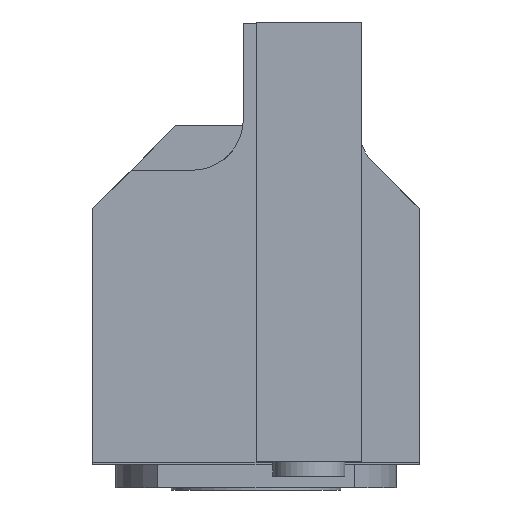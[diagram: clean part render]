
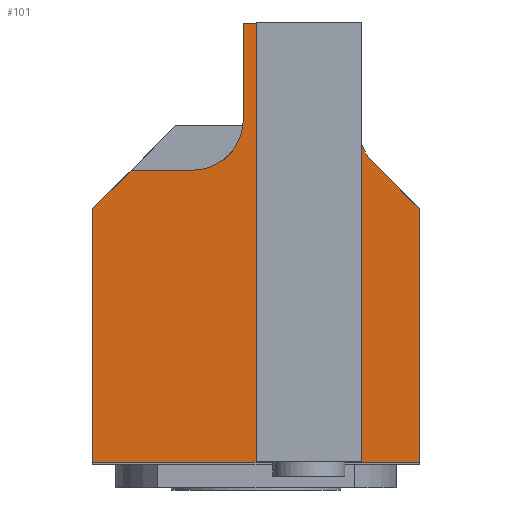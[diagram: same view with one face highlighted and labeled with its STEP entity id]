
A CAD part, left-side view. The second image highlights one B-rep face of the part: STEP entity #101.
In plain terms, the highlighted planar face has unit normal (-1, 0, 0).
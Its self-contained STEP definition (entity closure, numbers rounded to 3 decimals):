
#62=FACE_OUTER_BOUND('',#223,.T.);
#101=ADVANCED_FACE('',(#62),#144,.F.);
#144=PLANE('',#874);
#163=CIRCLE('',#859,12.);
#166=CIRCLE('',#866,10.);
#223=EDGE_LOOP('',(#357,#358,#359,#360,#361,#362,#363,#364,#365,#366,#367,
#368,#369));
#357=ORIENTED_EDGE('',*,*,#576,.T.);
#358=ORIENTED_EDGE('',*,*,#599,.F.);
#359=ORIENTED_EDGE('',*,*,#596,.F.);
#360=ORIENTED_EDGE('',*,*,#592,.F.);
#361=ORIENTED_EDGE('',*,*,#589,.F.);
#362=ORIENTED_EDGE('',*,*,#583,.F.);
#363=ORIENTED_EDGE('',*,*,#578,.F.);
#364=ORIENTED_EDGE('',*,*,#620,.F.);
#365=ORIENTED_EDGE('',*,*,#616,.F.);
#366=ORIENTED_EDGE('',*,*,#610,.F.);
#367=ORIENTED_EDGE('',*,*,#606,.F.);
#368=ORIENTED_EDGE('',*,*,#573,.F.);
#369=ORIENTED_EDGE('',*,*,#561,.F.);
#486=VERTEX_POINT('',#1179);
#487=VERTEX_POINT('',#1180);
#495=VERTEX_POINT('',#1199);
#498=VERTEX_POINT('',#1209);
#499=VERTEX_POINT('',#1214);
#500=VERTEX_POINT('',#1215);
#503=VERTEX_POINT('',#1224);
#508=VERTEX_POINT('',#1236);
#510=VERTEX_POINT('',#1242);
#513=VERTEX_POINT('',#1250);
#519=VERTEX_POINT('',#1269);
#521=VERTEX_POINT('',#1276);
#526=VERTEX_POINT('',#1288);
#561=EDGE_CURVE('',#486,#487,#669,.T.);
#573=EDGE_CURVE('',#487,#495,#680,.T.);
#576=EDGE_CURVE('',#486,#498,#683,.T.);
#578=EDGE_CURVE('',#499,#500,#685,.T.);
#583=EDGE_CURVE('',#500,#503,#690,.T.);
#589=EDGE_CURVE('',#503,#508,#696,.T.);
#592=EDGE_CURVE('',#508,#510,#163,.T.);
#596=EDGE_CURVE('',#510,#513,#700,.T.);
#599=EDGE_CURVE('',#513,#498,#703,.T.);
#606=EDGE_CURVE('',#495,#519,#166,.T.);
#610=EDGE_CURVE('',#519,#521,#711,.T.);
#616=EDGE_CURVE('',#521,#526,#717,.T.);
#620=EDGE_CURVE('',#526,#499,#721,.T.);
#669=LINE('',#1178,#751);
#680=LINE('',#1203,#762);
#683=LINE('',#1210,#765);
#685=LINE('',#1213,#767);
#690=LINE('',#1223,#772);
#696=LINE('',#1235,#778);
#700=LINE('',#1249,#782);
#703=LINE('',#1255,#785);
#711=LINE('',#1275,#793);
#717=LINE('',#1287,#799);
#721=LINE('',#1294,#803);
#751=VECTOR('',#941,1.);
#762=VECTOR('',#958,1.);
#765=VECTOR('',#965,1.);
#767=VECTOR('',#969,1.);
#772=VECTOR('',#976,1.);
#778=VECTOR('',#984,1.);
#782=VECTOR('',#998,1.);
#785=VECTOR('',#1003,1.);
#793=VECTOR('',#1023,1.);
#799=VECTOR('',#1031,1.);
#803=VECTOR('',#1037,1.);
#859=AXIS2_PLACEMENT_3D('',#1241,#989,#990);
#866=AXIS2_PLACEMENT_3D('',#1268,#1014,#1015);
#874=AXIS2_PLACEMENT_3D('',#1299,#1044,#1045);
#941=DIRECTION('',(0.,-1.,0.));
#958=DIRECTION('',(0.,0.,1.));
#965=DIRECTION('',(0.,0.,1.));
#969=DIRECTION('',(0.,0.,1.));
#976=DIRECTION('',(0.,-0.707,0.707));
#984=DIRECTION('',(0.,-1.,0.));
#989=DIRECTION('',(-1.,0.,0.));
#990=DIRECTION('',(0.,0.,1.));
#998=DIRECTION('',(0.,0.,1.));
#1003=DIRECTION('',(0.,-1.,0.));
#1014=DIRECTION('',(-1.,0.,0.));
#1015=DIRECTION('',(0.,0.,1.));
#1023=DIRECTION('',(0.,-0.707,-0.707));
#1031=DIRECTION('',(0.,0.,-1.));
#1037=DIRECTION('',(0.,1.,0.));
#1044=DIRECTION('',(1.,0.,0.));
#1045=DIRECTION('',(0.,-1.,0.));
#1178=CARTESIAN_POINT('',(26.,24.875,-103.75));
#1179=CARTESIAN_POINT('',(26.,24.875,-103.75));
#1180=CARTESIAN_POINT('',(26.,0.,-103.75));
#1199=CARTESIAN_POINT('',(26.,0.,-28.98));
#1203=CARTESIAN_POINT('',(26.,0.,-103.75));
#1209=CARTESIAN_POINT('',(26.,24.875,-0.25));
#1210=CARTESIAN_POINT('',(26.,24.875,-103.75));
#1213=CARTESIAN_POINT('',(26.,63.5,-104.));
#1214=CARTESIAN_POINT('',(26.,63.5,-104.));
#1215=CARTESIAN_POINT('',(26.,63.5,-44.));
#1223=CARTESIAN_POINT('',(26.,63.5,-44.));
#1224=CARTESIAN_POINT('',(26.,54.5,-35.));
#1235=CARTESIAN_POINT('',(26.,54.5,-35.));
#1236=CARTESIAN_POINT('',(26.,40.,-35.));
#1241=CARTESIAN_POINT('',(26.,40.,-23.));
#1242=CARTESIAN_POINT('',(26.,28.,-23.));
#1249=CARTESIAN_POINT('',(26.,28.,-23.));
#1250=CARTESIAN_POINT('',(26.,28.,-0.25));
#1255=CARTESIAN_POINT('',(26.,28.,-0.25));
#1268=CARTESIAN_POINT('',(26.,-9.5,-25.858));
#1269=CARTESIAN_POINT('',(26.,-2.429,-32.929));
#1275=CARTESIAN_POINT('',(26.,-2.429,-32.929));
#1276=CARTESIAN_POINT('',(26.,-13.5,-44.));
#1287=CARTESIAN_POINT('',(26.,-13.5,-44.));
#1288=CARTESIAN_POINT('',(26.,-13.5,-104.));
#1294=CARTESIAN_POINT('',(26.,-13.5,-104.));
#1299=CARTESIAN_POINT('',(26.,40.,-23.));
